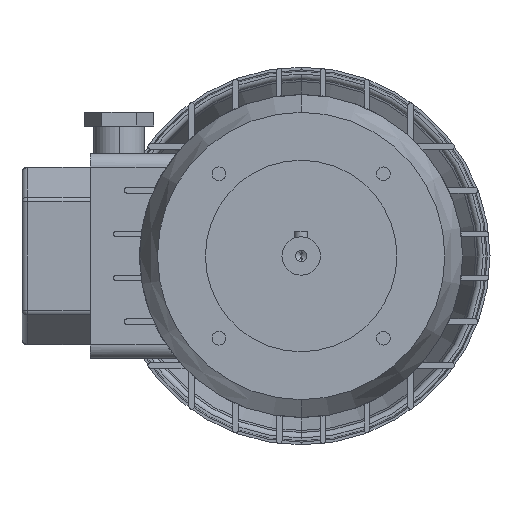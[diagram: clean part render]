
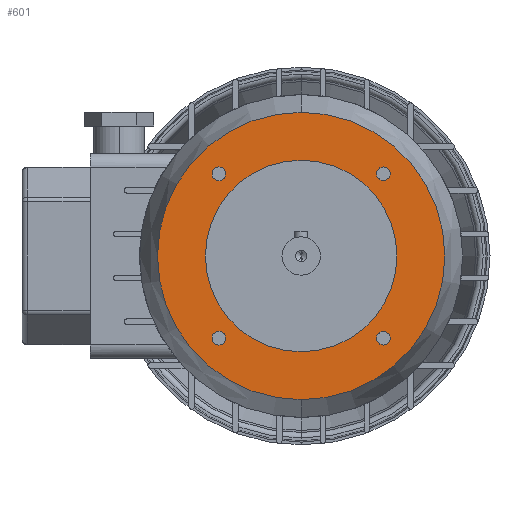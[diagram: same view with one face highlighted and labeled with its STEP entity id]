
A CAD part, left-side view. The second image highlights one B-rep face of the part: STEP entity #601.
In plain terms, the highlighted face is planar.
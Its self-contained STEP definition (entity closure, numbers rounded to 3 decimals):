
#4 = VERTEX_POINT ( 'NONE', #2893 ) ;
#5 = VERTEX_POINT ( 'NONE', #2888 ) ;
#6 = EDGE_CURVE ( 'NONE', #4, #5, #2887, .T. ) ;
#98 = VERTEX_POINT ( 'NONE', #3083 ) ;
#116 = EDGE_CURVE ( 'NONE', #98, #122, #3058, .T. ) ;
#122 = VERTEX_POINT ( 'NONE', #3107 ) ;
#133 = EDGE_CURVE ( 'NONE', #140, #137, #3093, .T. ) ;
#137 = VERTEX_POINT ( 'NONE', #3146 ) ;
#140 = VERTEX_POINT ( 'NONE', #3140 ) ;
#181 = VERTEX_POINT ( 'NONE', #3235 ) ;
#185 = VERTEX_POINT ( 'NONE', #3225 ) ;
#208 = EDGE_CURVE ( 'NONE', #185, #181, #3290, .T. ) ;
#209 = EDGE_LOOP ( 'NONE', ( #599, #593 ) ) ;
#493 = EDGE_CURVE ( 'NONE', #496, #498, #3809, .T. ) ;
#496 = VERTEX_POINT ( 'NONE', #3799 ) ;
#498 = VERTEX_POINT ( 'NONE', #3794 ) ;
#509 = VERTEX_POINT ( 'NONE', #3832 ) ;
#511 = VERTEX_POINT ( 'NONE', #3831 ) ;
#526 = EDGE_CURVE ( 'NONE', #509, #511, #3873, .T. ) ;
#568 = EDGE_CURVE ( 'NONE', #511, #509, #3940, .T. ) ;
#572 = ORIENTED_EDGE ( 'NONE', *, *, #575, .T. ) ;
#573 = EDGE_LOOP ( 'NONE', ( #574, #577 ) ) ;
#574 = ORIENTED_EDGE ( 'NONE', *, *, #133, .T. ) ;
#575 = EDGE_CURVE ( 'NONE', #122, #98, #3930, .T. ) ;
#577 = ORIENTED_EDGE ( 'NONE', *, *, #11703, .T. ) ;
#579 = EDGE_LOOP ( 'NONE', ( #584, #572 ) ) ;
#584 = ORIENTED_EDGE ( 'NONE', *, *, #116, .T. ) ;
#592 = ORIENTED_EDGE ( 'NONE', *, *, #526, .T. ) ;
#593 = ORIENTED_EDGE ( 'NONE', *, *, #597, .F. ) ;
#597 = EDGE_CURVE ( 'NONE', #498, #496, #3967, .T. ) ;
#598 = EDGE_LOOP ( 'NONE', ( #600, #592 ) ) ;
#599 = ORIENTED_EDGE ( 'NONE', *, *, #493, .F. ) ;
#600 = ORIENTED_EDGE ( 'NONE', *, *, #568, .T. ) ;
#601 = ADVANCED_FACE ( 'NONE', ( #3962, #3961, #3960, #3959, #3958, #3957 ), #3956, .F. ) ;
#602 = EDGE_CURVE ( 'NONE', #5, #4, #3949, .T. ) ;
#604 = EDGE_LOOP ( 'NONE', ( #606, #610 ) ) ;
#606 = ORIENTED_EDGE ( 'NONE', *, *, #6, .T. ) ;
#610 = ORIENTED_EDGE ( 'NONE', *, *, #602, .T. ) ;
#2883 = DIRECTION ( 'NONE',  ( 0., 0., -1. ) ) ;
#2884 = DIRECTION ( 'NONE',  ( 0., -1., 0. ) ) ;
#2885 = CARTESIAN_POINT ( 'NONE',  ( 30.052, 20.5, -30.052 ) ) ;
#2886 = AXIS2_PLACEMENT_3D ( 'NONE', #2885, #2884, #2883 ) ;
#2887 = CIRCLE ( 'NONE', #2886, 2.5 ) ;
#2888 = CARTESIAN_POINT ( 'NONE',  ( 30.052, 20.5, -32.552 ) ) ;
#2893 = CARTESIAN_POINT ( 'NONE',  ( 30.052, 20.5, -27.552 ) ) ;
#3054 = DIRECTION ( 'NONE',  ( 0., 0., -1. ) ) ;
#3055 = DIRECTION ( 'NONE',  ( 0., -1., 0. ) ) ;
#3056 = CARTESIAN_POINT ( 'NONE',  ( -30.052, 20.5, -30.052 ) ) ;
#3057 = AXIS2_PLACEMENT_3D ( 'NONE', #3056, #3055, #3054 ) ;
#3058 = CIRCLE ( 'NONE', #3057, 2.5 ) ;
#3083 = CARTESIAN_POINT ( 'NONE',  ( -30.052, 20.5, -27.552 ) ) ;
#3089 = DIRECTION ( 'NONE',  ( 0., 0., -1. ) ) ;
#3090 = DIRECTION ( 'NONE',  ( 0., -1., 0. ) ) ;
#3091 = CARTESIAN_POINT ( 'NONE',  ( -30.052, 20.5, 30.052 ) ) ;
#3092 = AXIS2_PLACEMENT_3D ( 'NONE', #3091, #3090, #3089 ) ;
#3093 = CIRCLE ( 'NONE', #3092, 2.5 ) ;
#3107 = CARTESIAN_POINT ( 'NONE',  ( -30.052, 20.5, -32.552 ) ) ;
#3140 = CARTESIAN_POINT ( 'NONE',  ( -30.052, 20.5, 32.552 ) ) ;
#3146 = CARTESIAN_POINT ( 'NONE',  ( -30.052, 20.5, 27.552 ) ) ;
#3225 = CARTESIAN_POINT ( 'NONE',  ( 30.052, 20.5, 32.552 ) ) ;
#3235 = CARTESIAN_POINT ( 'NONE',  ( 30.052, 20.5, 27.552 ) ) ;
#3286 = DIRECTION ( 'NONE',  ( 0., 0., -1. ) ) ;
#3287 = DIRECTION ( 'NONE',  ( 0., -1., 0. ) ) ;
#3288 = CARTESIAN_POINT ( 'NONE',  ( 30.052, 20.5, 30.052 ) ) ;
#3289 = AXIS2_PLACEMENT_3D ( 'NONE', #3288, #3287, #3286 ) ;
#3290 = CIRCLE ( 'NONE', #3289, 2.5 ) ;
#3794 = CARTESIAN_POINT ( 'NONE',  ( 0., 20.5, -35. ) ) ;
#3799 = CARTESIAN_POINT ( 'NONE',  ( 0., 20.5, 35. ) ) ;
#3800 = DIRECTION ( 'NONE',  ( 0., 0., 1. ) ) ;
#3801 = DIRECTION ( 'NONE',  ( 0., 1., 0. ) ) ;
#3802 = CARTESIAN_POINT ( 'NONE',  ( 0., 20.5, 0. ) ) ;
#3803 = AXIS2_PLACEMENT_3D ( 'NONE', #3802, #3801, #3800 ) ;
#3809 = CIRCLE ( 'NONE', #3803, 35. ) ;
#3831 = CARTESIAN_POINT ( 'NONE',  ( 0., 20.5, -52.5 ) ) ;
#3832 = CARTESIAN_POINT ( 'NONE',  ( 0., 20.5, 52.5 ) ) ;
#3869 = DIRECTION ( 'NONE',  ( 0., 0., 1. ) ) ;
#3870 = DIRECTION ( 'NONE',  ( 0., 1., 0. ) ) ;
#3871 = CARTESIAN_POINT ( 'NONE',  ( 0., 20.5, 0. ) ) ;
#3872 = AXIS2_PLACEMENT_3D ( 'NONE', #3871, #3870, #3869 ) ;
#3873 = CIRCLE ( 'NONE', #3872, 52.5 ) ;
#3926 = DIRECTION ( 'NONE',  ( 0., 0., -1. ) ) ;
#3927 = DIRECTION ( 'NONE',  ( 0., -1., 0. ) ) ;
#3928 = CARTESIAN_POINT ( 'NONE',  ( -30.052, 20.5, -30.052 ) ) ;
#3929 = AXIS2_PLACEMENT_3D ( 'NONE', #3928, #3927, #3926 ) ;
#3930 = CIRCLE ( 'NONE', #3929, 2.5 ) ;
#3936 = DIRECTION ( 'NONE',  ( 0., 0., 1. ) ) ;
#3937 = DIRECTION ( 'NONE',  ( 0., 1., 0. ) ) ;
#3938 = CARTESIAN_POINT ( 'NONE',  ( 0., 20.5, 0. ) ) ;
#3939 = AXIS2_PLACEMENT_3D ( 'NONE', #3938, #3937, #3936 ) ;
#3940 = CIRCLE ( 'NONE', #3939, 52.5 ) ;
#3946 = DIRECTION ( 'NONE',  ( 0., 0., -1. ) ) ;
#3947 = DIRECTION ( 'NONE',  ( 0., -1., 0. ) ) ;
#3948 = AXIS2_PLACEMENT_3D ( 'NONE', #3954, #3947, #3946 ) ;
#3949 = CIRCLE ( 'NONE', #3948, 2.5 ) ;
#3951 = DIRECTION ( 'NONE',  ( 0., 0., -1. ) ) ;
#3952 = DIRECTION ( 'NONE',  ( 0., -1., 0. ) ) ;
#3953 = CARTESIAN_POINT ( 'NONE',  ( 0., 20.5, -35. ) ) ;
#3954 = CARTESIAN_POINT ( 'NONE',  ( 30.052, 20.5, -30.052 ) ) ;
#3955 = AXIS2_PLACEMENT_3D ( 'NONE', #3953, #3952, #3951 ) ;
#3956 = PLANE ( 'NONE',  #3955 ) ;
#3957 = FACE_OUTER_BOUND ( 'NONE', #598, .T. ) ;
#3958 = FACE_BOUND ( 'NONE', #209, .T. ) ;
#3959 = FACE_BOUND ( 'NONE', #11884, .T. ) ;
#3960 = FACE_BOUND ( 'NONE', #573, .T. ) ;
#3961 = FACE_BOUND ( 'NONE', #579, .T. ) ;
#3962 = FACE_BOUND ( 'NONE', #604, .T. ) ;
#3963 = DIRECTION ( 'NONE',  ( 0., 0., 1. ) ) ;
#3964 = DIRECTION ( 'NONE',  ( 0., 1., 0. ) ) ;
#3965 = CARTESIAN_POINT ( 'NONE',  ( 0., 20.5, 0. ) ) ;
#3966 = AXIS2_PLACEMENT_3D ( 'NONE', #3965, #3964, #3963 ) ;
#3967 = CIRCLE ( 'NONE', #3966, 35. ) ;
#8186 = DIRECTION ( 'NONE',  ( 0., 0., -1. ) ) ;
#8187 = DIRECTION ( 'NONE',  ( 0., -1., 0. ) ) ;
#8188 = CARTESIAN_POINT ( 'NONE',  ( -30.052, 20.5, 30.052 ) ) ;
#8189 = AXIS2_PLACEMENT_3D ( 'NONE', #8188, #8187, #8186 ) ;
#8190 = CIRCLE ( 'NONE', #8189, 2.5 ) ;
#8550 = DIRECTION ( 'NONE',  ( 0., 0., -1. ) ) ;
#8551 = DIRECTION ( 'NONE',  ( 0., -1., 0. ) ) ;
#8552 = CARTESIAN_POINT ( 'NONE',  ( 30.052, 20.5, 30.052 ) ) ;
#8553 = AXIS2_PLACEMENT_3D ( 'NONE', #8552, #8551, #8550 ) ;
#8554 = CIRCLE ( 'NONE', #8553, 2.5 ) ;
#11703 = EDGE_CURVE ( 'NONE', #137, #140, #8190, .T. ) ;
#11884 = EDGE_LOOP ( 'NONE', ( #11889, #11886 ) ) ;
#11886 = ORIENTED_EDGE ( 'NONE', *, *, #11890, .T. ) ;
#11889 = ORIENTED_EDGE ( 'NONE', *, *, #208, .T. ) ;
#11890 = EDGE_CURVE ( 'NONE', #181, #185, #8554, .T. ) ;
